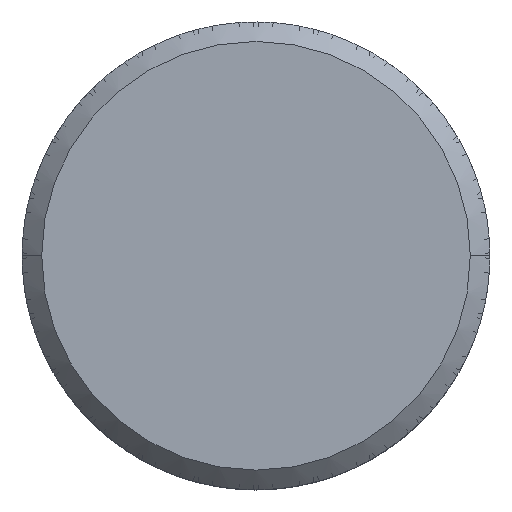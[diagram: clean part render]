
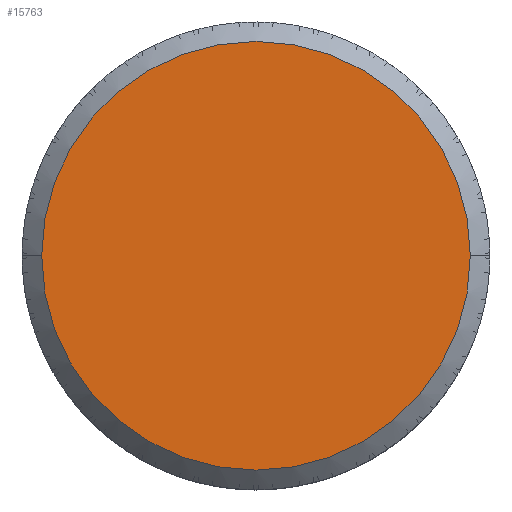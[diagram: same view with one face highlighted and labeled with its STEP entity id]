
A CAD part, top view. The second image highlights one B-rep face of the part: STEP entity #15763.
In plain terms, the highlighted planar face has unit normal (0, 0, 1).
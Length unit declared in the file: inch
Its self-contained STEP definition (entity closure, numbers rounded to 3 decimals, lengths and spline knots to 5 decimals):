
#1011 = CIRCLE ( 'NONE', #7193, 0.17187 ) ;
#1674 = EDGE_CURVE ( 'NONE', #25649, #25647, #19136, .T. ) ;
#3226 = CARTESIAN_POINT ( 'NONE',  ( 0., 0., 0.1875 ) ) ;
#3233 = DIRECTION ( 'NONE',  ( 0., 0., 1. ) ) ;
#3234 = DIRECTION ( 'NONE',  ( 1., 0., 0. ) ) ;
#5052 = FACE_OUTER_BOUND ( 'NONE', #14515, .T. ) ;
#6829 = CARTESIAN_POINT ( 'NONE',  ( -0.17187, 0., 0.1875 ) ) ;
#6964 = CARTESIAN_POINT ( 'NONE',  ( 0.17187, 0., 0.1875 ) ) ;
#7193 = AXIS2_PLACEMENT_3D ( 'NONE', #3226, #3233, #3234 ) ;
#10538 = EDGE_CURVE ( 'NONE', #25647, #25649, #1011, .T. ) ;
#11135 = AXIS2_PLACEMENT_3D ( 'NONE', #24055, #24058, #24060 ) ;
#12609 = CARTESIAN_POINT ( 'NONE',  ( 0., 0., 0.1875 ) ) ;
#12614 = PLANE ( 'NONE',  #16776 ) ;
#12619 = DIRECTION ( 'NONE',  ( 0., 0., 1. ) ) ;
#12620 = DIRECTION ( 'NONE',  ( 1., 0., 0. ) ) ;
#14515 = EDGE_LOOP ( 'NONE', ( #18648, #17907 ) ) ;
#15763 = ADVANCED_FACE ( 'NONE', ( #5052 ), #12614, .T. ) ;
#16776 = AXIS2_PLACEMENT_3D ( 'NONE', #12609, #12619, #12620 ) ;
#17907 = ORIENTED_EDGE ( 'NONE', *, *, #10538, .T. ) ;
#18648 = ORIENTED_EDGE ( 'NONE', *, *, #1674, .T. ) ;
#19136 = CIRCLE ( 'NONE', #11135, 0.17187 ) ;
#24055 = CARTESIAN_POINT ( 'NONE',  ( 0., 0., 0.1875 ) ) ;
#24058 = DIRECTION ( 'NONE',  ( 0., 0., 1. ) ) ;
#24060 = DIRECTION ( 'NONE',  ( 1., 0., 0. ) ) ;
#25647 = VERTEX_POINT ( 'NONE', #6964 ) ;
#25649 = VERTEX_POINT ( 'NONE', #6829 ) ;
